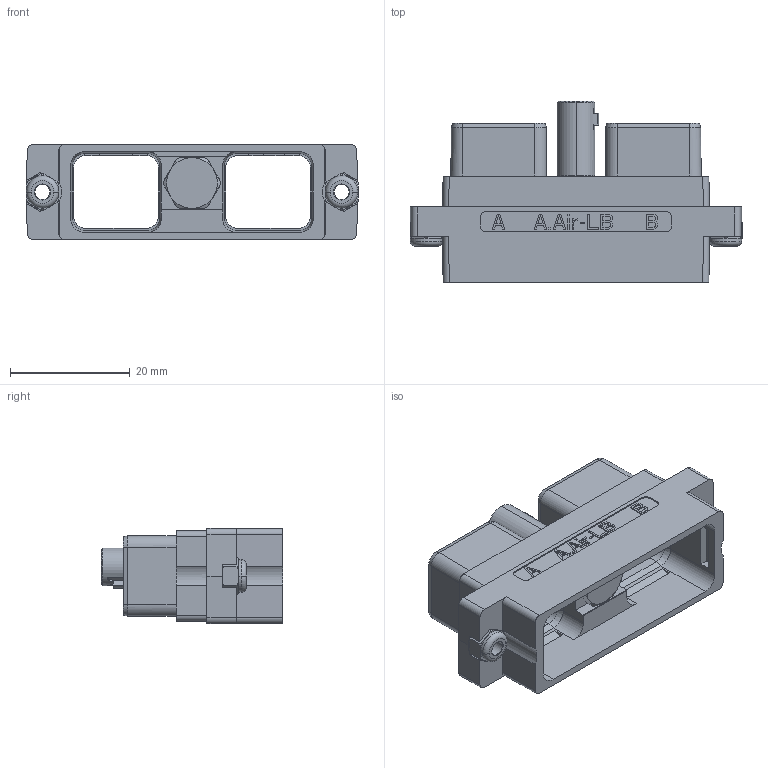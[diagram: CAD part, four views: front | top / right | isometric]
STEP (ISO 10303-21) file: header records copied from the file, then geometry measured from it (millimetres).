
FILE_DESCRIPTION((''),'2;1');
FILE_NAME('SIM2B42KC','2019-09-12T',('presta_be4'),(''),'PRO/ENGINEER BY PARAMETRIC TECHNOLOGY CORPORATION, 2014310','PRO/ENGINEER BY PARAMETRIC TECHNOLOGY CORPORATION, 2014310','');
FILE_SCHEMA(('CONFIG_CONTROL_DESIGN'));
Length unit declared in the file: millimetre
Products named in the file (1): SIM2B42KC
Bounding box: 55.5 x 30.36 x 15.93 mm (x, y, z)
Volume: 6167.2 mm3; surface area: 8546.1 mm2
Topology: 1 solids, 1 shells, 828 faces, 2231 edges, 1448 vertices
Faces by surface type: plane 594, cylinder 128, cone 74, bspline 20, torus 12
Entity records: 33412 total; most frequent: CARTESIAN_POINT 12898, ORIENTED_EDGE 4458, DIRECTION 3891, EDGE_CURVE 2229, VECTOR 1707, LINE 1707, VERTEX_POINT 1448, AXIS2_PLACEMENT_3D 1092
